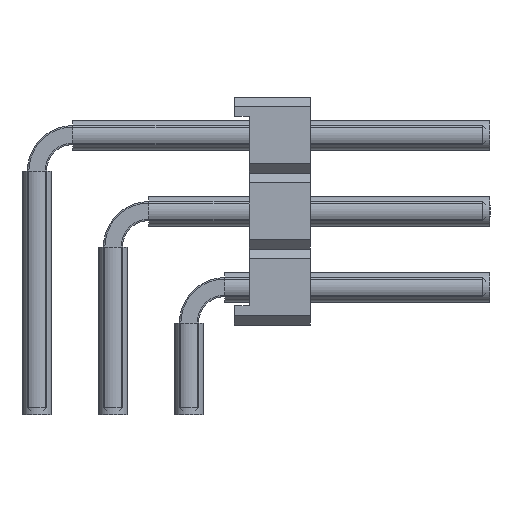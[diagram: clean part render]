
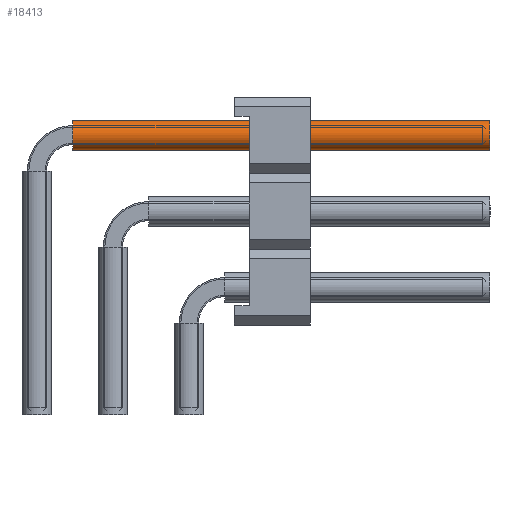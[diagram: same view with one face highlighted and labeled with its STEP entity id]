
A CAD part, left-side view. The second image highlights one B-rep face of the part: STEP entity #18413.
In plain terms, the highlighted cylindrical face has radius 0.5 mm (diameter 1 mm), a full revolution.
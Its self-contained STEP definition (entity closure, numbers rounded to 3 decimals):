
#9858=ORIENTED_EDGE('',*,*,#12568,.F.);
#9859=ORIENTED_EDGE('',*,*,#12569,.T.);
#12568=EDGE_CURVE('',#14348,#14348,#15064,.T.);
#12569=EDGE_CURVE('',#14349,#14349,#15065,.T.);
#14348=VERTEX_POINT('',#30682);
#14349=VERTEX_POINT('',#30684);
#15064=CIRCLE('',#20099,0.5);
#15065=CIRCLE('',#20100,0.5);
#16108=EDGE_LOOP('',(#9858));
#16109=EDGE_LOOP('',(#9859));
#17166=FACE_BOUND('',#16108,.T.);
#17167=FACE_BOUND('',#16109,.T.);
#17537=CYLINDRICAL_SURFACE('',#20098,0.5);
#18413=ADVANCED_FACE('',(#17166,#17167),#17537,.F.);
#20098=AXIS2_PLACEMENT_3D('',#30680,#25225,#25226);
#20099=AXIS2_PLACEMENT_3D('',#30681,#25227,#25228);
#20100=AXIS2_PLACEMENT_3D('',#30683,#25229,#25230);
#25225=DIRECTION('',(1.,0.,0.));
#25226=DIRECTION('',(0.,0.,-1.));
#25227=DIRECTION('',(-1.,0.,0.));
#25228=DIRECTION('',(0.,0.,1.));
#25229=DIRECTION('',(-1.,0.,0.));
#25230=DIRECTION('',(0.,0.,1.));
#30680=CARTESIAN_POINT('',(1.2,0.,9.35));
#30681=CARTESIAN_POINT('',(15.14,0.,9.35));
#30682=CARTESIAN_POINT('',(15.14,0.,9.85));
#30683=CARTESIAN_POINT('',(1.2,0.,9.35));
#30684=CARTESIAN_POINT('',(1.2,0.,9.85));
